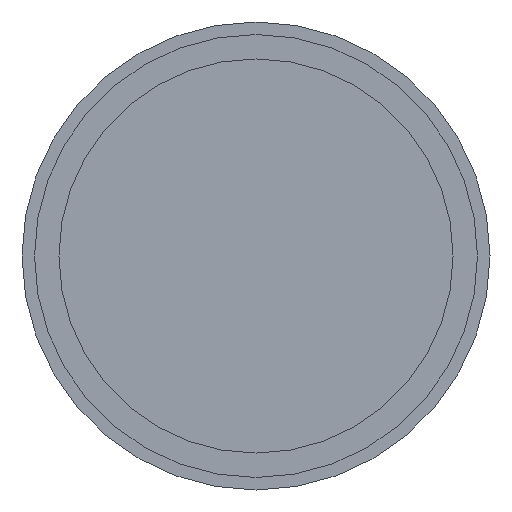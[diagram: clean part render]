
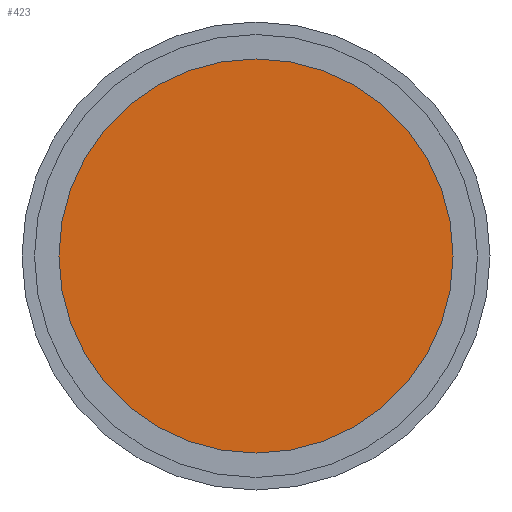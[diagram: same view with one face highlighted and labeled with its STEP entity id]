
A CAD part, front view. The second image highlights one B-rep face of the part: STEP entity #423.
In plain terms, the highlighted planar face has unit normal (0, -1, 0).
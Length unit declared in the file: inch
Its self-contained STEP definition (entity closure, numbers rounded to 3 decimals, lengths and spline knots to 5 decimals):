
#2 = CIRCLE ( 'NONE', #244, 1.575 ) ;
#74 = CARTESIAN_POINT ( 'NONE',  ( 0., -0.47, 1.575 ) ) ;
#106 = AXIS2_PLACEMENT_3D ( 'NONE', #353, #238, #386 ) ;
#124 = VERTEX_POINT ( 'NONE', #74 ) ;
#147 = EDGE_CURVE ( 'NONE', #552, #124, #179, .T. ) ;
#179 = CIRCLE ( 'NONE', #305, 1.575 ) ;
#190 = EDGE_LOOP ( 'NONE', ( #614, #331 ) ) ;
#222 = CARTESIAN_POINT ( 'NONE',  ( 0., -0.47, -1.575 ) ) ;
#230 = CARTESIAN_POINT ( 'NONE',  ( 0., -0.47, 0. ) ) ;
#238 = DIRECTION ( 'NONE',  ( 0., 1., 0. ) ) ;
#244 = AXIS2_PLACEMENT_3D ( 'NONE', #230, #282, #329 ) ;
#282 = DIRECTION ( 'NONE',  ( 0., 1., 0. ) ) ;
#305 = AXIS2_PLACEMENT_3D ( 'NONE', #366, #549, #592 ) ;
#313 = EDGE_CURVE ( 'NONE', #124, #552, #2, .T. ) ;
#329 = DIRECTION ( 'NONE',  ( 0., 0., 1. ) ) ;
#331 = ORIENTED_EDGE ( 'NONE', *, *, #147, .F. ) ;
#353 = CARTESIAN_POINT ( 'NONE',  ( 1.575, -0.47, 0. ) ) ;
#366 = CARTESIAN_POINT ( 'NONE',  ( 0., -0.47, 0. ) ) ;
#386 = DIRECTION ( 'NONE',  ( 0., 0., 1. ) ) ;
#423 = ADVANCED_FACE ( 'NONE', ( #590 ), #587, .F. ) ;
#549 = DIRECTION ( 'NONE',  ( 0., 1., 0. ) ) ;
#552 = VERTEX_POINT ( 'NONE', #222 ) ;
#587 = PLANE ( 'NONE',  #106 ) ;
#590 = FACE_OUTER_BOUND ( 'NONE', #190, .T. ) ;
#592 = DIRECTION ( 'NONE',  ( 0., 0., 1. ) ) ;
#614 = ORIENTED_EDGE ( 'NONE', *, *, #313, .F. ) ;
